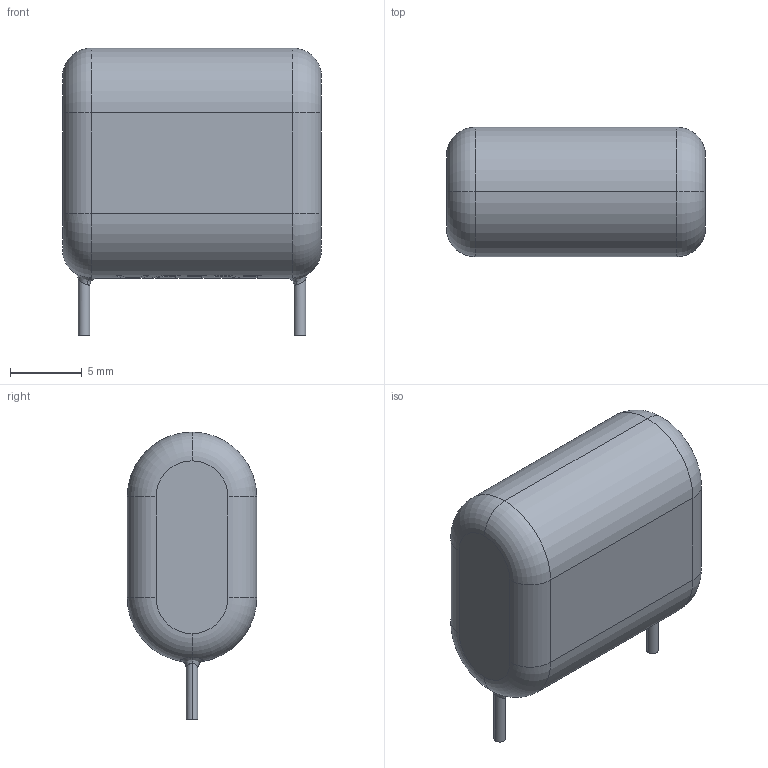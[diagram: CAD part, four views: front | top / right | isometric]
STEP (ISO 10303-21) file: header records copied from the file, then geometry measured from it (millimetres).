
FILE_DESCRIPTION (( 'STEP AP214' ), '1' );
FILE_NAME ('CAP-TH_L18.0-W9.0-H16.0-P15.0.step', '2022-07-01T08:18:12', ( '' ), ( '' ), 'SwSTEP 2.0', 'SolidWorks 2020', '' );
FILE_SCHEMA (( 'AUTOMOTIVE_DESIGN' ));
Length unit declared in the file: millimetre
Products named in the file (1): CAP-TH_L18.0-W9.0-H16.0-P15.0
Bounding box: 18 x 9 x 20 mm (x, y, z)
Volume: 2215.6 mm3; surface area: 958.6 mm2
Topology: 1 solids, 1 shells, 337 faces, 898 edges, 582 vertices
Faces by surface type: plane 162, bspline 141, cylinder 26, torus 8
Entity records: 16963 total; most frequent: CARTESIAN_POINT 6061, ORIENTED_EDGE 1796, DIRECTION 921, EDGE_CURVE 898, VERTEX_POINT 582, LINE 447, VECTOR 447, B_SPLINE_CURVE_WITH_KNOTS 411
